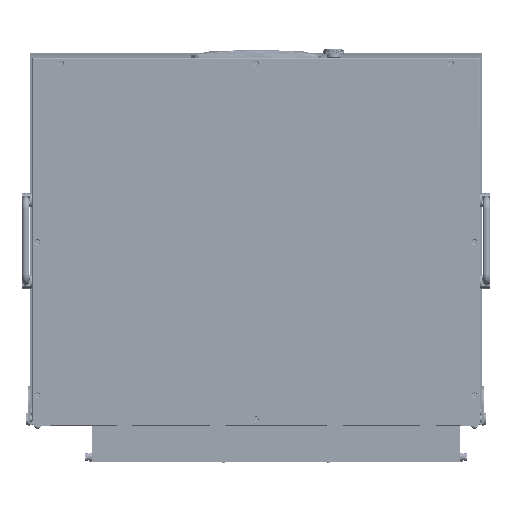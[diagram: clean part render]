
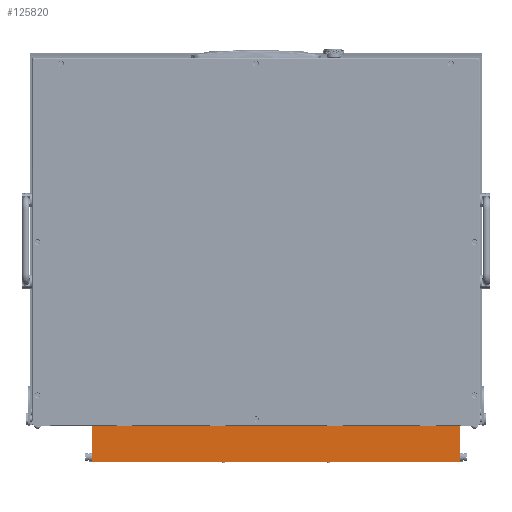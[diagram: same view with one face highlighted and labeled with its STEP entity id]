
A CAD part, front view. The second image highlights one B-rep face of the part: STEP entity #125820.
In plain terms, the highlighted planar face has unit normal (0, -1, 0).
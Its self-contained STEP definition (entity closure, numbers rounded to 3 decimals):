
#4286 = ORIENTED_EDGE ( 'NONE', *, *, #127097, .T. ) ;
#13469 = CARTESIAN_POINT ( 'NONE',  ( -0.004, 0., 432.085 ) ) ;
#18002 = VERTEX_POINT ( 'NONE', #60797 ) ;
#18153 = VECTOR ( 'NONE', #205460, 1000. ) ;
#33480 = CARTESIAN_POINT ( 'NONE',  ( -7.864, 0., -18.188 ) ) ;
#46011 = ORIENTED_EDGE ( 'NONE', *, *, #97404, .T. ) ;
#49062 = DIRECTION ( 'NONE',  ( 0., 0., 1. ) ) ;
#50928 = DIRECTION ( 'NONE',  ( -1., 0., 0.017 ) ) ;
#60797 = CARTESIAN_POINT ( 'NONE',  ( 44.439, 0., 431.309 ) ) ;
#78487 = EDGE_CURVE ( 'NONE', #107217, #18002, #248209, .T. ) ;
#94870 = LINE ( 'NONE', #156426, #205201 ) ;
#97259 = EDGE_LOOP ( 'NONE', ( #4286, #140172, #46011, #229047 ) ) ;
#97404 = EDGE_CURVE ( 'NONE', #18002, #115301, #113815, .T. ) ;
#101183 = VERTEX_POINT ( 'NONE', #33480 ) ;
#107217 = VERTEX_POINT ( 'NONE', #185080 ) ;
#113815 = LINE ( 'NONE', #214075, #250388 ) ;
#115301 = VERTEX_POINT ( 'NONE', #13469 ) ;
#119905 = DIRECTION ( 'NONE',  ( 0.017, 0., 1. ) ) ;
#124449 = AXIS2_PLACEMENT_3D ( 'NONE', #252333, #129393, #49062 ) ;
#125820 = ADVANCED_FACE ( 'NONE', ( #168221 ), #209599, .F. ) ;
#127097 = EDGE_CURVE ( 'NONE', #101183, #107217, #94870, .T. ) ;
#129393 = DIRECTION ( 'NONE',  ( 0., 1., 0. ) ) ;
#140172 = ORIENTED_EDGE ( 'NONE', *, *, #78487, .T. ) ;
#143135 = EDGE_CURVE ( 'NONE', #101183, #115301, #264264, .T. ) ;
#156426 = CARTESIAN_POINT ( 'NONE',  ( -7.864, 0., -18.188 ) ) ;
#165395 = CARTESIAN_POINT ( 'NONE',  ( 44.443, 0., 431.563 ) ) ;
#168221 = FACE_OUTER_BOUND ( 'NONE', #97259, .T. ) ;
#168369 = VECTOR ( 'NONE', #119905, 1000. ) ;
#182720 = CARTESIAN_POINT ( 'NONE',  ( -0.084, 0., 427.514 ) ) ;
#185080 = CARTESIAN_POINT ( 'NONE',  ( 36.579, 0., -18.964 ) ) ;
#205201 = VECTOR ( 'NONE', #217867, 1000. ) ;
#205460 = DIRECTION ( 'NONE',  ( 0.017, 0., 1. ) ) ;
#209599 = PLANE ( 'NONE',  #124449 ) ;
#214075 = CARTESIAN_POINT ( 'NONE',  ( -0.004, 0., 432.085 ) ) ;
#217867 = DIRECTION ( 'NONE',  ( 1., 0., -0.017 ) ) ;
#229047 = ORIENTED_EDGE ( 'NONE', *, *, #143135, .F. ) ;
#248209 = LINE ( 'NONE', #165395, #18153 ) ;
#250388 = VECTOR ( 'NONE', #50928, 1000. ) ;
#252333 = CARTESIAN_POINT ( 'NONE',  ( 44.443, 0., 431.563 ) ) ;
#264264 = LINE ( 'NONE', #182720, #168369 ) ;
